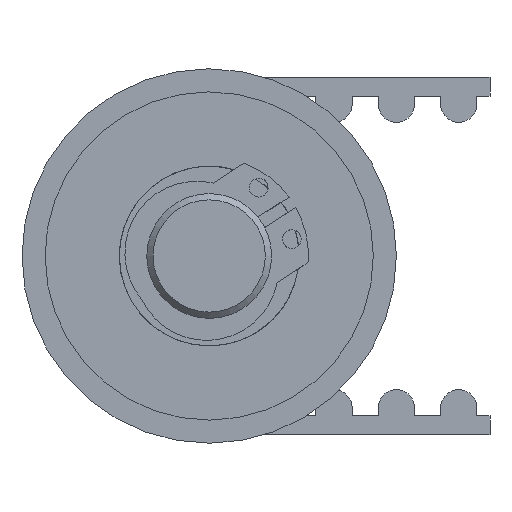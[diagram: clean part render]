
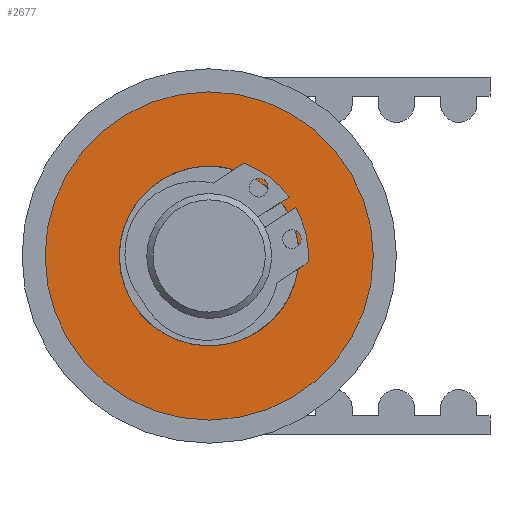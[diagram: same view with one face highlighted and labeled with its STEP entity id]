
A CAD part, left-side view. The second image highlights one B-rep face of the part: STEP entity #2677.
In plain terms, the highlighted planar face has unit normal (-1, 0, 0).
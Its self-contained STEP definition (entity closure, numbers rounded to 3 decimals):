
#135=CIRCLE('',#2924,13.15);
#143=CIRCLE('',#2936,7.2);
#614=ORIENTED_EDGE('',*,*,#1203,.F.);
#615=ORIENTED_EDGE('',*,*,#1213,.T.);
#1203=EDGE_CURVE('',#1534,#1534,#135,.T.);
#1213=EDGE_CURVE('',#1544,#1544,#143,.T.);
#1534=VERTEX_POINT('',#4460);
#1544=VERTEX_POINT('',#4484);
#2133=EDGE_LOOP('',(#614));
#2134=EDGE_LOOP('',(#615));
#2360=FACE_BOUND('',#2133,.T.);
#2361=FACE_BOUND('',#2134,.T.);
#2552=PLANE('',#2935);
#2677=ADVANCED_FACE('',(#2360,#2361),#2552,.T.);
#2924=AXIS2_PLACEMENT_3D('',#4459,#3524,#3525);
#2935=AXIS2_PLACEMENT_3D('',#4482,#3548,#3549);
#2936=AXIS2_PLACEMENT_3D('',#4483,#3550,#3551);
#3524=DIRECTION('',(1.,0.,0.));
#3525=DIRECTION('',(0.,-0.003,-1.));
#3548=DIRECTION('',(-1.,0.,0.));
#3549=DIRECTION('',(0.,0.003,1.));
#3550=DIRECTION('',(1.,0.,0.));
#3551=DIRECTION('',(0.,-0.003,-1.));
#4459=CARTESIAN_POINT('',(-15.05,0.,0.));
#4460=CARTESIAN_POINT('',(-15.05,-0.037,-13.15));
#4482=CARTESIAN_POINT('',(-15.05,13.15,-0.037));
#4483=CARTESIAN_POINT('',(-15.05,0.,0.));
#4484=CARTESIAN_POINT('',(-15.05,-0.02,-7.2));
